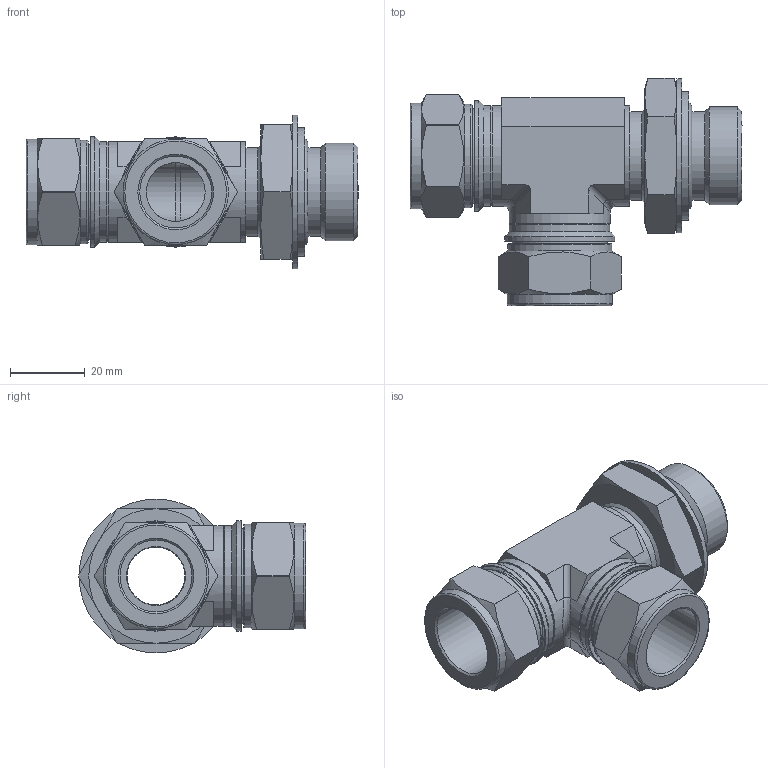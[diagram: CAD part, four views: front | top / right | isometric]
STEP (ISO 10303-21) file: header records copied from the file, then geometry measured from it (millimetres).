
FILE_DESCRIPTION(/* description */ (''),/* implementation_level */ '2;1');
FILE_NAME(/* name */ 'SPMRTI-12-12G.stp',/* time_stamp */ '2022-06-03T16:20:37+09:00',/* author */ ('user'),/* organization */ (''),/* preprocessor_version */ 'ST-DEVELOPER v18.1',/* originating_system */ 'Autodesk Inventor 2022',/* authorisation */ '');
FILE_SCHEMA (('AUTOMOTIVE_DESIGN { 1 0 10303 214 3 1 1 }'));
Length unit declared in the file: millimetre
Products named in the file (1): SPMRT-12-12G
Bounding box: 88.87 x 60.85 x 41.2 mm (x, y, z)
Volume: 48867.5 mm3; surface area: 22563.3 mm2
Topology: 1 solids, 1 shells, 146 faces, 334 edges, 204 vertices
Faces by surface type: plane 62, cylinder 44, cone 32, torus 5, bspline 2, sphere 1
Full cylindrical faces by diameter (mm): 15.5 x1, 15.75 x2, 19.25 x2, 23.7 x2, 23.8 x2, 24.2 x2, 25.4 x2, 26.2 x1, 26.9 x2, 27 x3, 27.8 x2, 28.2 x2, 28.6 x1, 29.5 x2, 34.5 x1, 41.2 x1
Entity records: 4180 total; most frequent: CARTESIAN_POINT 869, DIRECTION 725, ORIENTED_EDGE 668, EDGE_CURVE 334, AXIS2_PLACEMENT_3D 296, VERTEX_POINT 204, EDGE_LOOP 164, FACE_OUTER_BOUND 146
